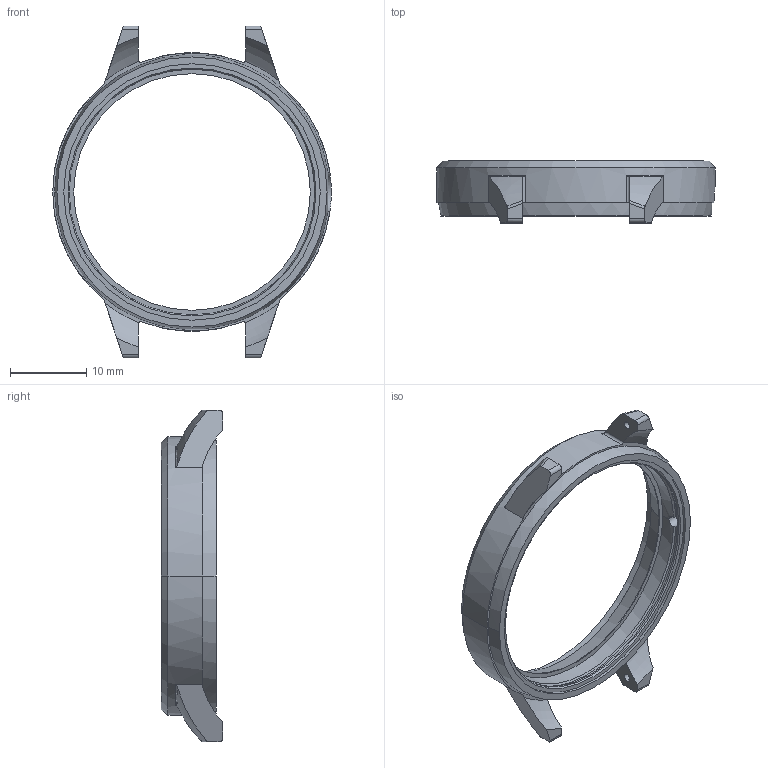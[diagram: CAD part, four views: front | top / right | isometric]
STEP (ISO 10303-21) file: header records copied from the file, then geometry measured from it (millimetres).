
FILE_DESCRIPTION((''),'2;1');
FILE_NAME('2648XXD02','2025-05-13T11:21:46',('e1774126'),(''),'CREO PARAMETRIC BY PTC INC, 2023424','CREO PARAMETRIC BY PTC INC, 2023424','');
FILE_SCHEMA(('CONFIG_CONTROL_DESIGN'));
Length unit declared in the file: millimetre
Products named in the file (1): 2648XXD02
Bounding box: 36.5 x 8.1 x 43.5 mm (x, y, z)
Volume: 1656.6 mm3; surface area: 2407.5 mm2
Topology: 1 solids, 1 shells, 92 faces, 243 edges, 152 vertices
Faces by surface type: cylinder 33, plane 24, cone 19, torus 8, bspline 8
Entity records: 3300 total; most frequent: CARTESIAN_POINT 1123, ORIENTED_EDGE 470, DIRECTION 410, EDGE_CURVE 235, AXIS2_PLACEMENT_3D 163, VERTEX_POINT 152, EDGE_LOOP 103, FACE_OUTER_BOUND 92
